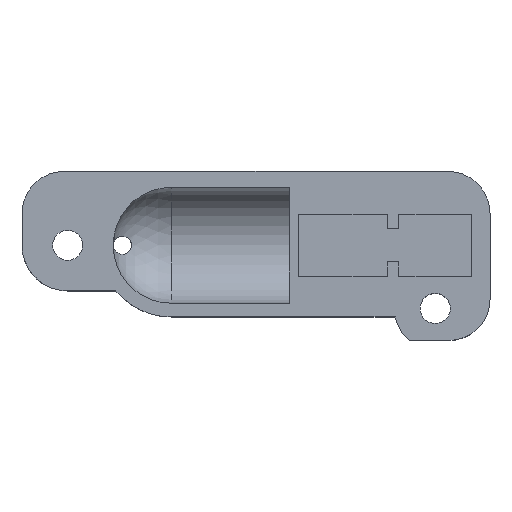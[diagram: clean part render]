
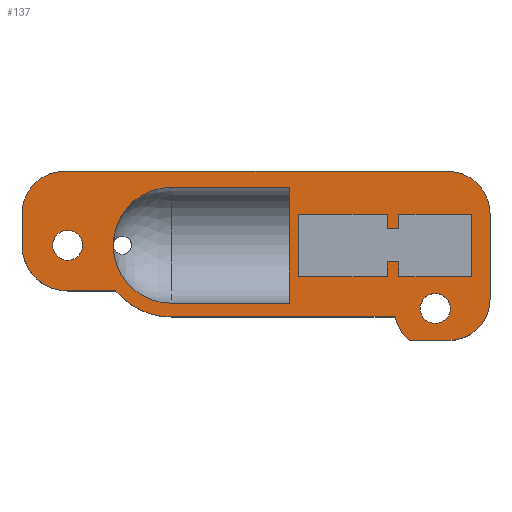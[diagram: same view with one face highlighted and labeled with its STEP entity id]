
A CAD part, top view. The second image highlights one B-rep face of the part: STEP entity #137.
In plain terms, the highlighted planar face has unit normal (0, 0, 1).
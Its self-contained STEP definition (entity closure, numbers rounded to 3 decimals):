
#32 = VERTEX_POINT('',#33);
#33 = CARTESIAN_POINT('',(0.,3.495,8.6));
#39 = EDGE_CURVE('',#32,#40,#42,.T.);
#40 = VERTEX_POINT('',#41);
#41 = CARTESIAN_POINT('',(0.,3.425,8.6));
#42 = LINE('',#43,#44);
#43 = CARTESIAN_POINT('',(0.,1.713,8.6));
#44 = VECTOR('',#45,1.);
#45 = DIRECTION('',(0.,-1.,0.));
#120 = VERTEX_POINT('',#121);
#121 = CARTESIAN_POINT('',(0.,0.,8.6));
#127 = EDGE_CURVE('',#120,#40,#128,.T.);
#128 = LINE('',#129,#130);
#129 = CARTESIAN_POINT('',(0.,1.713,8.6));
#130 = VECTOR('',#131,1.);
#131 = DIRECTION('',(0.,1.,0.));
#137 = ADVANCED_FACE('',(#138,#250,#261,#272,#316),#414,.T.);
#138 = FACE_BOUND('',#139,.T.);
#139 = EDGE_LOOP('',(#140,#149,#150,#151,#160,#168,#177,#185,#194,#202,
    #211,#219,#227,#235,#244));
#140 = ORIENTED_EDGE('',*,*,#141,.T.);
#141 = EDGE_CURVE('',#142,#32,#144,.T.);
#142 = VERTEX_POINT('',#143);
#143 = CARTESIAN_POINT('',(4.6,8.095,8.6));
#144 = CIRCLE('',#145,4.6);
#145 = AXIS2_PLACEMENT_3D('',#146,#147,#148);
#146 = CARTESIAN_POINT('',(4.6,3.495,8.6));
#147 = DIRECTION('',(0.,0.,1.));
#148 = DIRECTION('',(-1.,0.,0.));
#149 = ORIENTED_EDGE('',*,*,#39,.T.);
#150 = ORIENTED_EDGE('',*,*,#127,.F.);
#151 = ORIENTED_EDGE('',*,*,#152,.T.);
#152 = EDGE_CURVE('',#120,#153,#155,.T.);
#153 = VERTEX_POINT('',#154);
#154 = CARTESIAN_POINT('',(5.,-5.,8.6));
#155 = CIRCLE('',#156,5.);
#156 = AXIS2_PLACEMENT_3D('',#157,#158,#159);
#157 = CARTESIAN_POINT('',(5.,0.,8.6));
#158 = DIRECTION('',(0.,0.,1.));
#159 = DIRECTION('',(-1.,0.,0.));
#160 = ORIENTED_EDGE('',*,*,#161,.F.);
#161 = EDGE_CURVE('',#162,#153,#164,.T.);
#162 = VERTEX_POINT('',#163);
#163 = CARTESIAN_POINT('',(10.298,-5.,8.6));
#164 = LINE('',#165,#166);
#165 = CARTESIAN_POINT('',(15.,-5.,8.6));
#166 = VECTOR('',#167,1.);
#167 = DIRECTION('',(-1.,0.,0.));
#168 = ORIENTED_EDGE('',*,*,#169,.T.);
#169 = EDGE_CURVE('',#162,#170,#172,.T.);
#170 = VERTEX_POINT('',#171);
#171 = CARTESIAN_POINT('',(16.35,-7.85,8.6));
#172 = CIRCLE('',#173,7.85);
#173 = AXIS2_PLACEMENT_3D('',#174,#175,#176);
#174 = CARTESIAN_POINT('',(16.35,0.,8.6));
#175 = DIRECTION('',(0.,0.,1.));
#176 = DIRECTION('',(-1.,0.,0.));
#177 = ORIENTED_EDGE('',*,*,#178,.F.);
#178 = EDGE_CURVE('',#179,#170,#181,.T.);
#179 = VERTEX_POINT('',#180);
#180 = CARTESIAN_POINT('',(40.896,-7.85,8.6));
#181 = LINE('',#182,#183);
#182 = CARTESIAN_POINT('',(20.675,-7.85,8.6));
#183 = VECTOR('',#184,1.);
#184 = DIRECTION('',(-1.,0.,0.));
#185 = ORIENTED_EDGE('',*,*,#186,.T.);
#186 = EDGE_CURVE('',#179,#187,#189,.T.);
#187 = VERTEX_POINT('',#188);
#188 = CARTESIAN_POINT('',(42.472,-10.425,8.6));
#189 = CIRCLE('',#190,4.5);
#190 = AXIS2_PLACEMENT_3D('',#191,#192,#193);
#191 = CARTESIAN_POINT('',(45.3,-6.925,8.6));
#192 = DIRECTION('',(0.,0.,1.));
#193 = DIRECTION('',(-1.,0.,0.));
#194 = ORIENTED_EDGE('',*,*,#195,.T.);
#195 = EDGE_CURVE('',#187,#196,#198,.T.);
#196 = VERTEX_POINT('',#197);
#197 = CARTESIAN_POINT('',(46.8,-10.425,8.6));
#198 = LINE('',#199,#200);
#199 = CARTESIAN_POINT('',(25.325,-10.425,8.6));
#200 = VECTOR('',#201,1.);
#201 = DIRECTION('',(1.,0.,0.));
#202 = ORIENTED_EDGE('',*,*,#203,.T.);
#203 = EDGE_CURVE('',#196,#204,#206,.T.);
#204 = VERTEX_POINT('',#205);
#205 = CARTESIAN_POINT('',(51.3,-5.925,8.6));
#206 = CIRCLE('',#207,4.5);
#207 = AXIS2_PLACEMENT_3D('',#208,#209,#210);
#208 = CARTESIAN_POINT('',(46.8,-5.925,8.6));
#209 = DIRECTION('',(0.,0.,1.));
#210 = DIRECTION('',(1.,0.,0.));
#211 = ORIENTED_EDGE('',*,*,#212,.T.);
#212 = EDGE_CURVE('',#204,#213,#215,.T.);
#213 = VERTEX_POINT('',#214);
#214 = CARTESIAN_POINT('',(51.3,-3.425,8.6));
#215 = LINE('',#216,#217);
#216 = CARTESIAN_POINT('',(51.3,-1.713,8.6));
#217 = VECTOR('',#218,1.);
#218 = DIRECTION('',(0.,1.,0.));
#219 = ORIENTED_EDGE('',*,*,#220,.T.);
#220 = EDGE_CURVE('',#213,#221,#223,.T.);
#221 = VERTEX_POINT('',#222);
#222 = CARTESIAN_POINT('',(51.3,3.425,8.6));
#223 = LINE('',#224,#225);
#224 = CARTESIAN_POINT('',(51.3,1.713,8.6));
#225 = VECTOR('',#226,1.);
#226 = DIRECTION('',(0.,1.,0.));
#227 = ORIENTED_EDGE('',*,*,#228,.F.);
#228 = EDGE_CURVE('',#229,#221,#231,.T.);
#229 = VERTEX_POINT('',#230);
#230 = CARTESIAN_POINT('',(51.3,3.495,8.6));
#231 = LINE('',#232,#233);
#232 = CARTESIAN_POINT('',(51.3,1.713,8.6));
#233 = VECTOR('',#234,1.);
#234 = DIRECTION('',(0.,-1.,0.));
#235 = ORIENTED_EDGE('',*,*,#236,.T.);
#236 = EDGE_CURVE('',#229,#237,#239,.T.);
#237 = VERTEX_POINT('',#238);
#238 = CARTESIAN_POINT('',(46.7,8.095,8.6));
#239 = CIRCLE('',#240,4.6);
#240 = AXIS2_PLACEMENT_3D('',#241,#242,#243);
#241 = CARTESIAN_POINT('',(46.7,3.495,8.6));
#242 = DIRECTION('',(0.,0.,1.));
#243 = DIRECTION('',(1.,0.,0.));
#244 = ORIENTED_EDGE('',*,*,#245,.F.);
#245 = EDGE_CURVE('',#142,#237,#246,.T.);
#246 = LINE('',#247,#248);
#247 = CARTESIAN_POINT('',(25.325,8.095,8.6));
#248 = VECTOR('',#249,1.);
#249 = DIRECTION('',(1.,0.,0.));
#250 = FACE_BOUND('',#251,.T.);
#251 = EDGE_LOOP('',(#252));
#252 = ORIENTED_EDGE('',*,*,#253,.F.);
#253 = EDGE_CURVE('',#254,#254,#256,.T.);
#254 = VERTEX_POINT('',#255);
#255 = CARTESIAN_POINT('',(43.65,-6.925,8.6));
#256 = CIRCLE('',#257,1.65);
#257 = AXIS2_PLACEMENT_3D('',#258,#259,#260);
#258 = CARTESIAN_POINT('',(45.3,-6.925,8.6));
#259 = DIRECTION('',(0.,0.,1.));
#260 = DIRECTION('',(-1.,0.,0.));
#261 = FACE_BOUND('',#262,.T.);
#262 = EDGE_LOOP('',(#263));
#263 = ORIENTED_EDGE('',*,*,#264,.F.);
#264 = EDGE_CURVE('',#265,#265,#267,.T.);
#265 = VERTEX_POINT('',#266);
#266 = CARTESIAN_POINT('',(3.35,0.,8.6));
#267 = CIRCLE('',#268,1.65);
#268 = AXIS2_PLACEMENT_3D('',#269,#270,#271);
#269 = CARTESIAN_POINT('',(5.,0.,8.6));
#270 = DIRECTION('',(0.,0.,1.));
#271 = DIRECTION('',(-1.,0.,0.));
#272 = FACE_BOUND('',#273,.T.);
#273 = EDGE_LOOP('',(#274,#285,#293,#301,#309));
#274 = ORIENTED_EDGE('',*,*,#275,.F.);
#275 = EDGE_CURVE('',#276,#278,#280,.T.);
#276 = VERTEX_POINT('',#277);
#277 = CARTESIAN_POINT('',(16.35,6.35,8.6));
#278 = VERTEX_POINT('',#279);
#279 = CARTESIAN_POINT('',(10.,0.,8.6));
#280 = CIRCLE('',#281,6.35);
#281 = AXIS2_PLACEMENT_3D('',#282,#283,#284);
#282 = CARTESIAN_POINT('',(16.35,0.,8.6));
#283 = DIRECTION('',(-0.,0.,1.));
#284 = DIRECTION('',(0.,-1.,0.));
#285 = ORIENTED_EDGE('',*,*,#286,.T.);
#286 = EDGE_CURVE('',#276,#287,#289,.T.);
#287 = VERTEX_POINT('',#288);
#288 = CARTESIAN_POINT('',(29.3,6.35,8.6));
#289 = LINE('',#290,#291);
#290 = CARTESIAN_POINT('',(16.35,6.35,8.6));
#291 = VECTOR('',#292,1.);
#292 = DIRECTION('',(1.,0.,0.));
#293 = ORIENTED_EDGE('',*,*,#294,.F.);
#294 = EDGE_CURVE('',#295,#287,#297,.T.);
#295 = VERTEX_POINT('',#296);
#296 = CARTESIAN_POINT('',(29.3,-6.35,8.6));
#297 = LINE('',#298,#299);
#298 = CARTESIAN_POINT('',(29.3,0.,8.6));
#299 = VECTOR('',#300,1.);
#300 = DIRECTION('',(0.,1.,0.));
#301 = ORIENTED_EDGE('',*,*,#302,.F.);
#302 = EDGE_CURVE('',#303,#295,#305,.T.);
#303 = VERTEX_POINT('',#304);
#304 = CARTESIAN_POINT('',(16.35,-6.35,8.6));
#305 = LINE('',#306,#307);
#306 = CARTESIAN_POINT('',(16.35,-6.35,8.6));
#307 = VECTOR('',#308,1.);
#308 = DIRECTION('',(1.,0.,0.));
#309 = ORIENTED_EDGE('',*,*,#310,.F.);
#310 = EDGE_CURVE('',#278,#303,#311,.T.);
#311 = CIRCLE('',#312,6.35);
#312 = AXIS2_PLACEMENT_3D('',#313,#314,#315);
#313 = CARTESIAN_POINT('',(16.35,0.,8.6));
#314 = DIRECTION('',(-0.,0.,1.));
#315 = DIRECTION('',(0.,-1.,0.));
#316 = FACE_BOUND('',#317,.T.);
#317 = EDGE_LOOP('',(#318,#328,#336,#344,#352,#360,#368,#376,#384,#392,
    #400,#408));
#318 = ORIENTED_EDGE('',*,*,#319,.T.);
#319 = EDGE_CURVE('',#320,#322,#324,.T.);
#320 = VERTEX_POINT('',#321);
#321 = CARTESIAN_POINT('',(41.3,1.8,8.6));
#322 = VERTEX_POINT('',#323);
#323 = CARTESIAN_POINT('',(41.3,3.425,8.6));
#324 = LINE('',#325,#326);
#325 = CARTESIAN_POINT('',(41.3,0.9,8.6));
#326 = VECTOR('',#327,1.);
#327 = DIRECTION('',(0.,1.,0.));
#328 = ORIENTED_EDGE('',*,*,#329,.T.);
#329 = EDGE_CURVE('',#322,#330,#332,.T.);
#330 = VERTEX_POINT('',#331);
#331 = CARTESIAN_POINT('',(49.3,3.425,8.6));
#332 = LINE('',#333,#334);
#333 = CARTESIAN_POINT('',(25.325,3.425,8.6));
#334 = VECTOR('',#335,1.);
#335 = DIRECTION('',(1.,0.,0.));
#336 = ORIENTED_EDGE('',*,*,#337,.T.);
#337 = EDGE_CURVE('',#330,#338,#340,.T.);
#338 = VERTEX_POINT('',#339);
#339 = CARTESIAN_POINT('',(49.3,-3.425,8.6));
#340 = LINE('',#341,#342);
#341 = CARTESIAN_POINT('',(49.3,1.713,8.6));
#342 = VECTOR('',#343,1.);
#343 = DIRECTION('',(0.,-1.,0.));
#344 = ORIENTED_EDGE('',*,*,#345,.F.);
#345 = EDGE_CURVE('',#346,#338,#348,.T.);
#346 = VERTEX_POINT('',#347);
#347 = CARTESIAN_POINT('',(41.3,-3.425,8.6));
#348 = LINE('',#349,#350);
#349 = CARTESIAN_POINT('',(25.325,-3.425,8.6));
#350 = VECTOR('',#351,1.);
#351 = DIRECTION('',(1.,0.,0.));
#352 = ORIENTED_EDGE('',*,*,#353,.F.);
#353 = EDGE_CURVE('',#354,#346,#356,.T.);
#354 = VERTEX_POINT('',#355);
#355 = CARTESIAN_POINT('',(41.3,-1.8,8.6));
#356 = LINE('',#357,#358);
#357 = CARTESIAN_POINT('',(41.3,-0.9,8.6));
#358 = VECTOR('',#359,1.);
#359 = DIRECTION('',(0.,-1.,0.));
#360 = ORIENTED_EDGE('',*,*,#361,.F.);
#361 = EDGE_CURVE('',#362,#354,#364,.T.);
#362 = VERTEX_POINT('',#363);
#363 = CARTESIAN_POINT('',(40.05,-1.8,8.6));
#364 = LINE('',#365,#366);
#365 = CARTESIAN_POINT('',(32.838,-1.8,8.6));
#366 = VECTOR('',#367,1.);
#367 = DIRECTION('',(1.,0.,0.));
#368 = ORIENTED_EDGE('',*,*,#369,.F.);
#369 = EDGE_CURVE('',#370,#362,#372,.T.);
#370 = VERTEX_POINT('',#371);
#371 = CARTESIAN_POINT('',(40.05,-3.425,8.6));
#372 = LINE('',#373,#374);
#373 = CARTESIAN_POINT('',(40.05,-0.9,8.6));
#374 = VECTOR('',#375,1.);
#375 = DIRECTION('',(0.,1.,0.));
#376 = ORIENTED_EDGE('',*,*,#377,.F.);
#377 = EDGE_CURVE('',#378,#370,#380,.T.);
#378 = VERTEX_POINT('',#379);
#379 = CARTESIAN_POINT('',(30.3,-3.425,8.6));
#380 = LINE('',#381,#382);
#381 = CARTESIAN_POINT('',(25.325,-3.425,8.6));
#382 = VECTOR('',#383,1.);
#383 = DIRECTION('',(1.,0.,0.));
#384 = ORIENTED_EDGE('',*,*,#385,.T.);
#385 = EDGE_CURVE('',#378,#386,#388,.T.);
#386 = VERTEX_POINT('',#387);
#387 = CARTESIAN_POINT('',(30.3,3.425,8.6));
#388 = LINE('',#389,#390);
#389 = CARTESIAN_POINT('',(30.3,1.713,8.6));
#390 = VECTOR('',#391,1.);
#391 = DIRECTION('',(0.,1.,0.));
#392 = ORIENTED_EDGE('',*,*,#393,.T.);
#393 = EDGE_CURVE('',#386,#394,#396,.T.);
#394 = VERTEX_POINT('',#395);
#395 = CARTESIAN_POINT('',(40.05,3.425,8.6));
#396 = LINE('',#397,#398);
#397 = CARTESIAN_POINT('',(25.325,3.425,8.6));
#398 = VECTOR('',#399,1.);
#399 = DIRECTION('',(1.,0.,0.));
#400 = ORIENTED_EDGE('',*,*,#401,.T.);
#401 = EDGE_CURVE('',#394,#402,#404,.T.);
#402 = VERTEX_POINT('',#403);
#403 = CARTESIAN_POINT('',(40.05,1.8,8.6));
#404 = LINE('',#405,#406);
#405 = CARTESIAN_POINT('',(40.05,0.9,8.6));
#406 = VECTOR('',#407,1.);
#407 = DIRECTION('',(0.,-1.,0.));
#408 = ORIENTED_EDGE('',*,*,#409,.T.);
#409 = EDGE_CURVE('',#402,#320,#410,.T.);
#410 = LINE('',#411,#412);
#411 = CARTESIAN_POINT('',(32.838,1.8,8.6));
#412 = VECTOR('',#413,1.);
#413 = DIRECTION('',(1.,0.,0.));
#414 = PLANE('',#415);
#415 = AXIS2_PLACEMENT_3D('',#416,#417,#418);
#416 = CARTESIAN_POINT('',(25.,0.,8.6));
#417 = DIRECTION('',(0.,0.,1.));
#418 = DIRECTION('',(1.,0.,0.));
